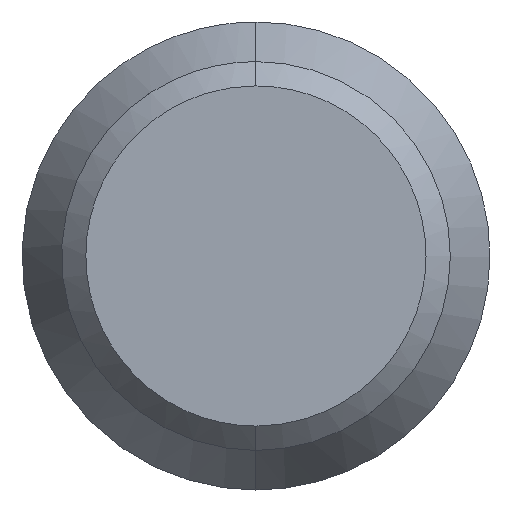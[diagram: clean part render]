
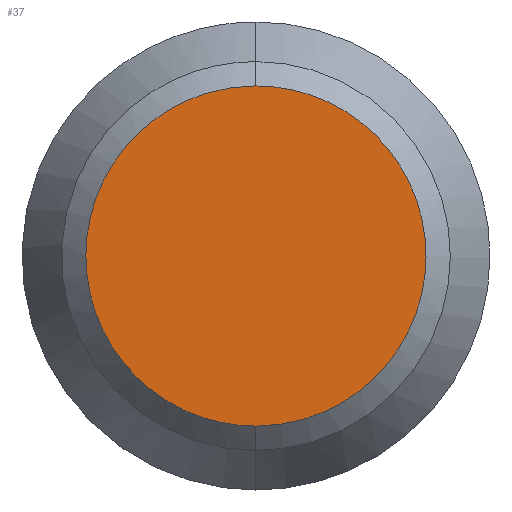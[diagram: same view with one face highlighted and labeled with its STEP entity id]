
A CAD part, front view. The second image highlights one B-rep face of the part: STEP entity #37.
In plain terms, the highlighted free-form (B-spline) face has degree [1, 1] with [2, 2] control points.
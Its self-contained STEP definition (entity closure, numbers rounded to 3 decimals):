
#12 = CARTESIAN_POINT ( 'NONE',  ( 0., 0., -3.5 ) ) ;
#37 = ADVANCED_FACE ( 'NONE', ( #915 ), #55, .T. ) ;
#55 = B_SPLINE_SURFACE_WITH_KNOTS ( 'NONE', 1, 1, ( 
 ( #1671, #1644 ),
 ( #1651, #1098 ) ),
 .UNSPECIFIED., .F., .F., .F.,
 ( 2, 2 ),
 ( 2, 2 ),
 ( 0., 1. ),
 ( 0., 1. ),
 .UNSPECIFIED. ) ;
#125 = CARTESIAN_POINT ( 'NONE',  ( -3.5, 0., -0.46 ) ) ;
#133 = CARTESIAN_POINT ( 'NONE',  ( 0., 0., -3.5 ) ) ;
#141 = CARTESIAN_POINT ( 'NONE',  ( -2.8, 0., 2.15 ) ) ;
#168 = CARTESIAN_POINT ( 'NONE',  ( 3.5, 0., 0.46 ) ) ;
#173 = CARTESIAN_POINT ( 'NONE',  ( 0.915, 0., 3.409 ) ) ;
#218 = EDGE_CURVE ( 'NONE', #499, #1131, #1616, .T. ) ;
#278 = CARTESIAN_POINT ( 'NONE',  ( -3.409, 0., -0.915 ) ) ;
#306 = CARTESIAN_POINT ( 'NONE',  ( 0.46, 0., 3.5 ) ) ;
#324 = ORIENTED_EDGE ( 'NONE', *, *, #417, .T. ) ;
#417 = EDGE_CURVE ( 'NONE', #1131, #499, #1233, .T. ) ;
#443 = EDGE_LOOP ( 'NONE', ( #998, #324 ) ) ;
#444 = CARTESIAN_POINT ( 'NONE',  ( 0., 0., 3.5 ) ) ;
#499 = VERTEX_POINT ( 'NONE', #773 ) ;
#545 = CARTESIAN_POINT ( 'NONE',  ( -1.764, 0., -3.058 ) ) ;
#561 = CARTESIAN_POINT ( 'NONE',  ( -3.058, 0., 1.764 ) ) ;
#575 = CARTESIAN_POINT ( 'NONE',  ( 3.058, 0., 1.764 ) ) ;
#600 = CARTESIAN_POINT ( 'NONE',  ( 2.15, 0., -2.8 ) ) ;
#696 = CARTESIAN_POINT ( 'NONE',  ( 1.764, 0., 3.058 ) ) ;
#700 = CARTESIAN_POINT ( 'NONE',  ( 3.409, 0., 0.915 ) ) ;
#773 = CARTESIAN_POINT ( 'NONE',  ( 0., 0., 3.5 ) ) ;
#794 = CARTESIAN_POINT ( 'NONE',  ( 0., 0., 3.5 ) ) ;
#839 = CARTESIAN_POINT ( 'NONE',  ( 0.46, 0., -3.5 ) ) ;
#913 = CARTESIAN_POINT ( 'NONE',  ( -0.915, 0., 3.409 ) ) ;
#915 = FACE_OUTER_BOUND ( 'NONE', #443, .T. ) ;
#924 = CARTESIAN_POINT ( 'NONE',  ( -0.46, 0., 3.5 ) ) ;
#944 = CARTESIAN_POINT ( 'NONE',  ( 2.8, 0., 2.15 ) ) ;
#971 = CARTESIAN_POINT ( 'NONE',  ( 0.915, 0., -3.409 ) ) ;
#998 = ORIENTED_EDGE ( 'NONE', *, *, #218, .T. ) ;
#1058 = CARTESIAN_POINT ( 'NONE',  ( -1.764, 0., 3.058 ) ) ;
#1069 = CARTESIAN_POINT ( 'NONE',  ( -2.8, 0., -2.15 ) ) ;
#1098 = CARTESIAN_POINT ( 'NONE',  ( 3.542, 0., -3.542 ) ) ;
#1111 = CARTESIAN_POINT ( 'NONE',  ( 3.058, 0., -1.764 ) ) ;
#1131 = VERTEX_POINT ( 'NONE', #12 ) ;
#1193 = CARTESIAN_POINT ( 'NONE',  ( -3.409, 0., 0.915 ) ) ;
#1208 = CARTESIAN_POINT ( 'NONE',  ( -2.15, 0., -2.8 ) ) ;
#1213 = CARTESIAN_POINT ( 'NONE',  ( -0.46, 0., -3.5 ) ) ;
#1233 = B_SPLINE_CURVE_WITH_KNOTS ( 'NONE', 3,
 ( #1256, #839, #971, #1251, #600, #1521, #1111, #1369, #1500, #168, #700, #575, #944, #1636, #696, #173, #306, #444 ),
 .UNSPECIFIED., .F., .F.,
 ( 4, 2, 2, 2, 2, 2, 2, 2, 4 ),
 ( 0., 0.393, 0.785, 1.178, 1.571, 1.963, 2.356, 2.749, 3.142 ),
 .UNSPECIFIED. ) ;
#1251 = CARTESIAN_POINT ( 'NONE',  ( 1.764, 0., -3.058 ) ) ;
#1256 = CARTESIAN_POINT ( 'NONE',  ( 0., 0., -3.5 ) ) ;
#1346 = CARTESIAN_POINT ( 'NONE',  ( -3.058, 0., -1.764 ) ) ;
#1369 = CARTESIAN_POINT ( 'NONE',  ( 3.409, 0., -0.915 ) ) ;
#1482 = CARTESIAN_POINT ( 'NONE',  ( -2.15, 0., 2.8 ) ) ;
#1487 = CARTESIAN_POINT ( 'NONE',  ( -0.915, 0., -3.409 ) ) ;
#1500 = CARTESIAN_POINT ( 'NONE',  ( 3.5, 0., -0.46 ) ) ;
#1521 = CARTESIAN_POINT ( 'NONE',  ( 2.8, 0., -2.15 ) ) ;
#1616 = B_SPLINE_CURVE_WITH_KNOTS ( 'NONE', 3,
 ( #794, #924, #913, #1058, #1482, #141, #561, #1193, #1618, #125, #278, #1346, #1069, #1208, #545, #1487, #1213, #133 ),
 .UNSPECIFIED., .F., .F.,
 ( 4, 2, 2, 2, 2, 2, 2, 2, 4 ),
 ( 0., 0.393, 0.785, 1.178, 1.571, 1.963, 2.356, 2.749, 3.142 ),
 .UNSPECIFIED. ) ;
#1618 = CARTESIAN_POINT ( 'NONE',  ( -3.5, 0., 0.46 ) ) ;
#1636 = CARTESIAN_POINT ( 'NONE',  ( 2.15, 0., 2.8 ) ) ;
#1644 = CARTESIAN_POINT ( 'NONE',  ( 3.542, 0., 3.542 ) ) ;
#1651 = CARTESIAN_POINT ( 'NONE',  ( -3.542, 0., -3.542 ) ) ;
#1671 = CARTESIAN_POINT ( 'NONE',  ( -3.542, 0., 3.542 ) ) ;
